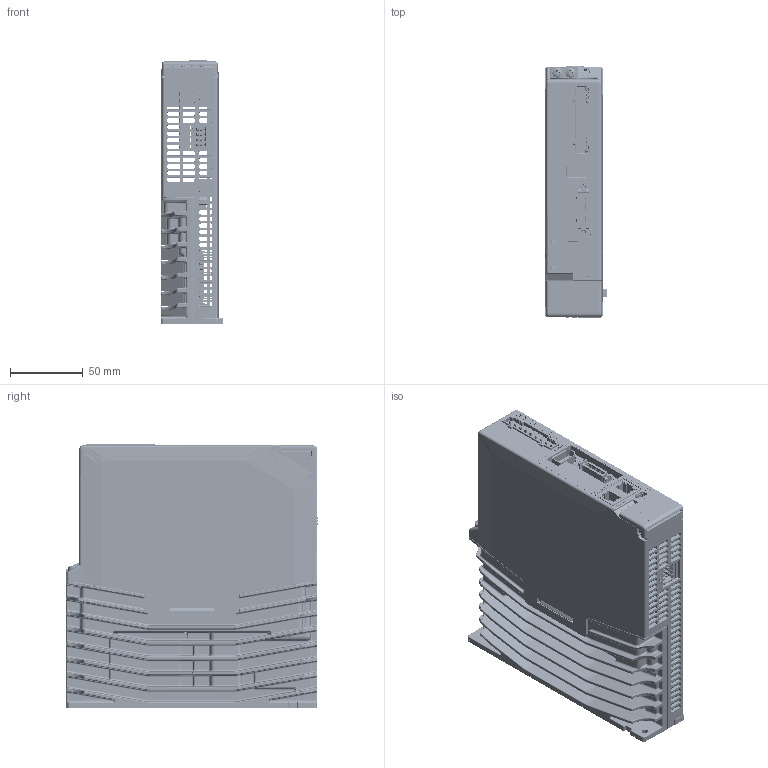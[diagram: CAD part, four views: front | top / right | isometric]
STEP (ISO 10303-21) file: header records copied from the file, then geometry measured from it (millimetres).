
FILE_DESCRIPTION (( 'STEP AP203' ), '1' );
FILE_NAME ('A½á¹¹STO.STEP', '2022-05-12T02:30:58', ( '' ), ( '' ), 'SwSTEP 2.0', 'SolidWorks 2018', '' );
FILE_SCHEMA (( 'CONFIG_CONTROL_DESIGN' ));
Length unit declared in the file: millimetre
Products named in the file (2): A賦凳STO
Bounding box: 43 x 172.3 x 181 mm (x, y, z)
Volume: 349549 mm3; surface area: 286683.4 mm2
Topology: 28 solids, 99 shells, 9576 faces, 25055 edges, 15983 vertices
Faces by surface type: plane 6000, cylinder 1652, bspline 1150, cone 505, torus 138, sphere 131
Entity records: 332989 total; most frequent: CARTESIAN_POINT 106492, ORIENTED_EDGE 49954, DIRECTION 42219, EDGE_CURVE 24977, VECTOR 17865, LINE 17865, VERTEX_POINT 15979, AXIS2_PLACEMENT_3D 12177
